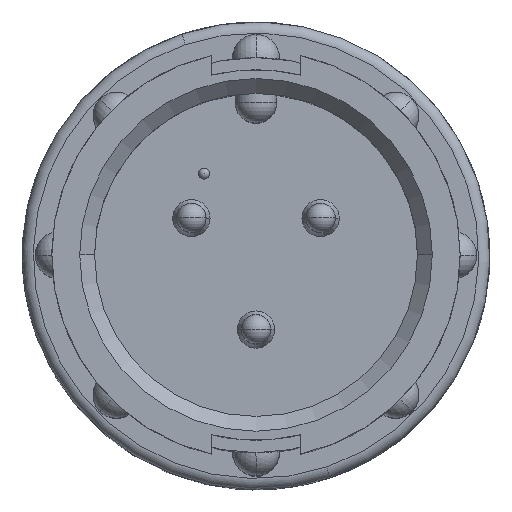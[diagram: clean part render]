
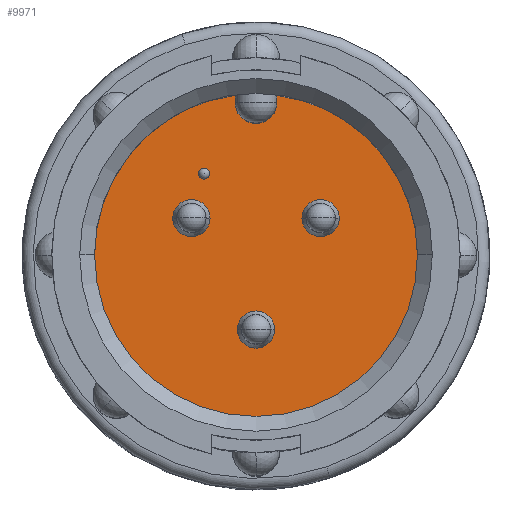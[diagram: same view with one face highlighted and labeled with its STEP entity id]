
A CAD part, top view. The second image highlights one B-rep face of the part: STEP entity #9971.
In plain terms, the highlighted planar face has unit normal (0, 0, 1).
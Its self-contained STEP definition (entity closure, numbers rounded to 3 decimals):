
#33 = CIRCLE ( 'NONE', #15509, 5.524 ) ;
#50 = DIRECTION ( 'NONE',  ( 0., 0., 1. ) ) ;
#89 = EDGE_CURVE ( 'NONE', #1457, #14736, #490, .T. ) ;
#314 = EDGE_CURVE ( 'NONE', #436, #14624, #5218, .T. ) ;
#436 = VERTEX_POINT ( 'NONE', #15784 ) ;
#490 = CIRCLE ( 'NONE', #5708, 0.637 ) ;
#692 = CARTESIAN_POINT ( 'NONE',  ( -2.21, 1.27, -8.382 ) ) ;
#954 = VERTEX_POINT ( 'NONE', #7016 ) ;
#965 = VERTEX_POINT ( 'NONE', #2605 ) ;
#1044 = VERTEX_POINT ( 'NONE', #14583 ) ;
#1059 = FACE_OUTER_BOUND ( 'NONE', #7757, .T. ) ;
#1125 = DIRECTION ( 'NONE',  ( 1., 0., 0. ) ) ;
#1146 = EDGE_CURVE ( 'NONE', #6922, #11074, #15211, .T. ) ;
#1286 = CARTESIAN_POINT ( 'NONE',  ( -5.524, 0., -8.382 ) ) ;
#1310 = EDGE_CURVE ( 'NONE', #14736, #1457, #2086, .T. ) ;
#1331 = DIRECTION ( 'NONE',  ( 1., 0., 0. ) ) ;
#1400 = CARTESIAN_POINT ( 'NONE',  ( -1.573, 1.27, -8.382 ) ) ;
#1457 = VERTEX_POINT ( 'NONE', #6837 ) ;
#1609 = AXIS2_PLACEMENT_3D ( 'NONE', #11358, #2581, #7601 ) ;
#1689 = CIRCLE ( 'NONE', #7184, 0.19 ) ;
#1744 = AXIS2_PLACEMENT_3D ( 'NONE', #692, #4453, #4216 ) ;
#1776 = VERTEX_POINT ( 'NONE', #5507 ) ;
#1964 = DIRECTION ( 'NONE',  ( 0., 0., 1. ) ) ;
#2079 = CARTESIAN_POINT ( 'NONE',  ( 2.21, 1.27, -8.382 ) ) ;
#2086 = CIRCLE ( 'NONE', #3671, 0.637 ) ;
#2107 = ORIENTED_EDGE ( 'NONE', *, *, #314, .F. ) ;
#2160 = CARTESIAN_POINT ( 'NONE',  ( -0.711, 5.22, -8.382 ) ) ;
#2516 = CIRCLE ( 'NONE', #1744, 0.637 ) ;
#2536 = EDGE_LOOP ( 'NONE', ( #11312, #13982 ) ) ;
#2581 = DIRECTION ( 'NONE',  ( 0., 0., 1. ) ) ;
#2605 = CARTESIAN_POINT ( 'NONE',  ( 0.711, 5.479, -8.382 ) ) ;
#2676 = DIRECTION ( 'NONE',  ( -1., 0., 0. ) ) ;
#2911 = EDGE_LOOP ( 'NONE', ( #3465, #2107 ) ) ;
#3409 = DIRECTION ( 'NONE',  ( -1., 0., 0. ) ) ;
#3465 = ORIENTED_EDGE ( 'NONE', *, *, #11415, .F. ) ;
#3574 = ORIENTED_EDGE ( 'NONE', *, *, #8755, .T. ) ;
#3671 = AXIS2_PLACEMENT_3D ( 'NONE', #2079, #10918, #4700 ) ;
#3827 = CARTESIAN_POINT ( 'NONE',  ( 0., 0., -8.382 ) ) ;
#4216 = DIRECTION ( 'NONE',  ( 1., 0., 0. ) ) ;
#4453 = DIRECTION ( 'NONE',  ( 0., 0., 1. ) ) ;
#4530 = CARTESIAN_POINT ( 'NONE',  ( -1.969, 2.794, -8.382 ) ) ;
#4573 = AXIS2_PLACEMENT_3D ( 'NONE', #4802, #12526, #1125 ) ;
#4700 = DIRECTION ( 'NONE',  ( 1., 0., 0. ) ) ;
#4802 = CARTESIAN_POINT ( 'NONE',  ( 0., 0., -8.382 ) ) ;
#4903 = FACE_BOUND ( 'NONE', #2536, .T. ) ;
#5047 = DIRECTION ( 'NONE',  ( 1., 0., 0. ) ) ;
#5115 = VECTOR ( 'NONE', #8647, 1000. ) ;
#5218 = CIRCLE ( 'NONE', #14401, 0.637 ) ;
#5507 = CARTESIAN_POINT ( 'NONE',  ( 0.711, 5.22, -8.382 ) ) ;
#5708 = AXIS2_PLACEMENT_3D ( 'NONE', #6075, #7561, #1331 ) ;
#5728 = ORIENTED_EDGE ( 'NONE', *, *, #9245, .F. ) ;
#5809 = CARTESIAN_POINT ( 'NONE',  ( 0., 0., -8.382 ) ) ;
#5887 = DIRECTION ( 'NONE',  ( 1., 0., 0. ) ) ;
#6033 = ORIENTED_EDGE ( 'NONE', *, *, #1310, .F. ) ;
#6047 = FACE_BOUND ( 'NONE', #12299, .T. ) ;
#6075 = CARTESIAN_POINT ( 'NONE',  ( 2.21, 1.27, -8.382 ) ) ;
#6126 = FACE_BOUND ( 'NONE', #10283, .T. ) ;
#6174 = DIRECTION ( 'NONE',  ( 1., 0., 0. ) ) ;
#6224 = ORIENTED_EDGE ( 'NONE', *, *, #11379, .T. ) ;
#6251 = CARTESIAN_POINT ( 'NONE',  ( 0.711, 5.22, -8.382 ) ) ;
#6549 = PLANE ( 'NONE',  #8130 ) ;
#6706 = EDGE_CURVE ( 'NONE', #13181, #1044, #12714, .T. ) ;
#6837 = CARTESIAN_POINT ( 'NONE',  ( 1.573, 1.27, -8.382 ) ) ;
#6904 = DIRECTION ( 'NONE',  ( 0., 0., 1. ) ) ;
#6922 = VERTEX_POINT ( 'NONE', #1400 ) ;
#7016 = CARTESIAN_POINT ( 'NONE',  ( -0.711, 5.479, -8.382 ) ) ;
#7184 = AXIS2_PLACEMENT_3D ( 'NONE', #7500, #12339, #3409 ) ;
#7323 = CARTESIAN_POINT ( 'NONE',  ( 5.524, 0., -8.382 ) ) ;
#7427 = ORIENTED_EDGE ( 'NONE', *, *, #11816, .F. ) ;
#7500 = CARTESIAN_POINT ( 'NONE',  ( -1.778, 2.794, -8.382 ) ) ;
#7561 = DIRECTION ( 'NONE',  ( 0., 0., 1. ) ) ;
#7601 = DIRECTION ( 'NONE',  ( 1., 0., 0. ) ) ;
#7757 = EDGE_LOOP ( 'NONE', ( #7427, #12467, #6224, #3574, #10274, #10436 ) ) ;
#7957 = AXIS2_PLACEMENT_3D ( 'NONE', #15388, #6904, #14230 ) ;
#8130 = AXIS2_PLACEMENT_3D ( 'NONE', #10396, #9164, #2676 ) ;
#8382 = ORIENTED_EDGE ( 'NONE', *, *, #89, .F. ) ;
#8647 = DIRECTION ( 'NONE',  ( 0., -1., 0. ) ) ;
#8672 = CIRCLE ( 'NONE', #1609, 0.637 ) ;
#8680 = FACE_BOUND ( 'NONE', #2911, .T. ) ;
#8755 = EDGE_CURVE ( 'NONE', #13343, #965, #15589, .T. ) ;
#8965 = CARTESIAN_POINT ( 'NONE',  ( 0., -2.54, -8.382 ) ) ;
#9164 = DIRECTION ( 'NONE',  ( 0., 0., -1. ) ) ;
#9211 = CARTESIAN_POINT ( 'NONE',  ( -2.21, 1.27, -8.382 ) ) ;
#9245 = EDGE_CURVE ( 'NONE', #1044, #13181, #1689, .T. ) ;
#9721 = CARTESIAN_POINT ( 'NONE',  ( -0.711, 5.22, -8.382 ) ) ;
#9854 = CARTESIAN_POINT ( 'NONE',  ( 0., 5.22, -8.382 ) ) ;
#9877 = VERTEX_POINT ( 'NONE', #9721 ) ;
#9971 = ADVANCED_FACE ( 'NONE', ( #1059, #6126, #4903, #6047, #8680 ), #6549, .F. ) ;
#10098 = VECTOR ( 'NONE', #12756, 1000. ) ;
#10274 = ORIENTED_EDGE ( 'NONE', *, *, #12067, .F. ) ;
#10283 = EDGE_LOOP ( 'NONE', ( #11524, #5728 ) ) ;
#10351 = AXIS2_PLACEMENT_3D ( 'NONE', #5809, #1964, #5887 ) ;
#10396 = CARTESIAN_POINT ( 'NONE',  ( 0., 0., -8.382 ) ) ;
#10436 = ORIENTED_EDGE ( 'NONE', *, *, #11779, .F. ) ;
#10437 = DIRECTION ( 'NONE',  ( 0., 0., 1. ) ) ;
#10638 = CARTESIAN_POINT ( 'NONE',  ( 2.847, 1.27, -8.382 ) ) ;
#10875 = CIRCLE ( 'NONE', #12726, 0.711 ) ;
#10918 = DIRECTION ( 'NONE',  ( 0., 0., 1. ) ) ;
#11074 = VERTEX_POINT ( 'NONE', #15745 ) ;
#11312 = ORIENTED_EDGE ( 'NONE', *, *, #1146, .F. ) ;
#11358 = CARTESIAN_POINT ( 'NONE',  ( 0., -2.54, -8.382 ) ) ;
#11379 = EDGE_CURVE ( 'NONE', #12849, #13343, #33, .T. ) ;
#11415 = EDGE_CURVE ( 'NONE', #14624, #436, #8672, .T. ) ;
#11438 = DIRECTION ( 'NONE',  ( 1., 0., 0. ) ) ;
#11524 = ORIENTED_EDGE ( 'NONE', *, *, #6706, .F. ) ;
#11779 = EDGE_CURVE ( 'NONE', #9877, #1776, #10875, .T. ) ;
#11816 = EDGE_CURVE ( 'NONE', #954, #9877, #13490, .T. ) ;
#12067 = EDGE_CURVE ( 'NONE', #1776, #965, #13733, .T. ) ;
#12226 = CARTESIAN_POINT ( 'NONE',  ( 0.637, -2.54, -8.382 ) ) ;
#12299 = EDGE_LOOP ( 'NONE', ( #6033, #8382 ) ) ;
#12339 = DIRECTION ( 'NONE',  ( 0., 0., 1. ) ) ;
#12467 = ORIENTED_EDGE ( 'NONE', *, *, #13502, .T. ) ;
#12526 = DIRECTION ( 'NONE',  ( 0., 0., 1. ) ) ;
#12714 = CIRCLE ( 'NONE', #7957, 0.19 ) ;
#12726 = AXIS2_PLACEMENT_3D ( 'NONE', #9854, #14726, #6174 ) ;
#12756 = DIRECTION ( 'NONE',  ( 0., 1., 0. ) ) ;
#12849 = VERTEX_POINT ( 'NONE', #1286 ) ;
#13032 = EDGE_CURVE ( 'NONE', #11074, #6922, #2516, .T. ) ;
#13181 = VERTEX_POINT ( 'NONE', #4530 ) ;
#13245 = CIRCLE ( 'NONE', #10351, 5.524 ) ;
#13343 = VERTEX_POINT ( 'NONE', #7323 ) ;
#13362 = AXIS2_PLACEMENT_3D ( 'NONE', #9211, #15228, #11438 ) ;
#13490 = LINE ( 'NONE', #2160, #5115 ) ;
#13502 = EDGE_CURVE ( 'NONE', #954, #12849, #13245, .T. ) ;
#13733 = LINE ( 'NONE', #6251, #10098 ) ;
#13982 = ORIENTED_EDGE ( 'NONE', *, *, #13032, .F. ) ;
#14230 = DIRECTION ( 'NONE',  ( -1., 0., 0. ) ) ;
#14401 = AXIS2_PLACEMENT_3D ( 'NONE', #8965, #10437, #15472 ) ;
#14583 = CARTESIAN_POINT ( 'NONE',  ( -1.588, 2.794, -8.382 ) ) ;
#14624 = VERTEX_POINT ( 'NONE', #12226 ) ;
#14726 = DIRECTION ( 'NONE',  ( 0., 0., 1. ) ) ;
#14736 = VERTEX_POINT ( 'NONE', #10638 ) ;
#15211 = CIRCLE ( 'NONE', #13362, 0.637 ) ;
#15228 = DIRECTION ( 'NONE',  ( 0., 0., 1. ) ) ;
#15388 = CARTESIAN_POINT ( 'NONE',  ( -1.778, 2.794, -8.382 ) ) ;
#15472 = DIRECTION ( 'NONE',  ( 1., 0., 0. ) ) ;
#15509 = AXIS2_PLACEMENT_3D ( 'NONE', #3827, #50, #5047 ) ;
#15589 = CIRCLE ( 'NONE', #4573, 5.524 ) ;
#15745 = CARTESIAN_POINT ( 'NONE',  ( -2.847, 1.27, -8.382 ) ) ;
#15784 = CARTESIAN_POINT ( 'NONE',  ( -0.637, -2.54, -8.382 ) ) ;
